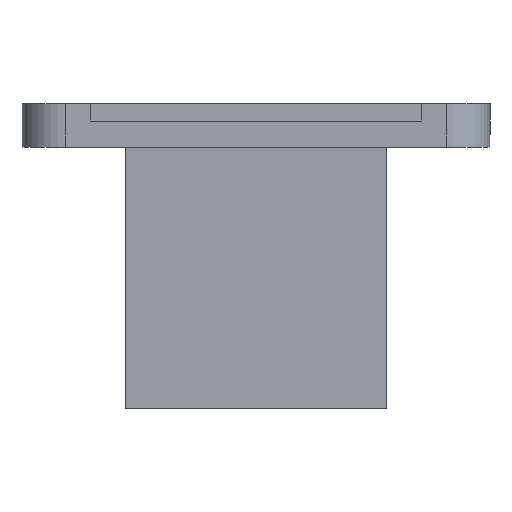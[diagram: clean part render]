
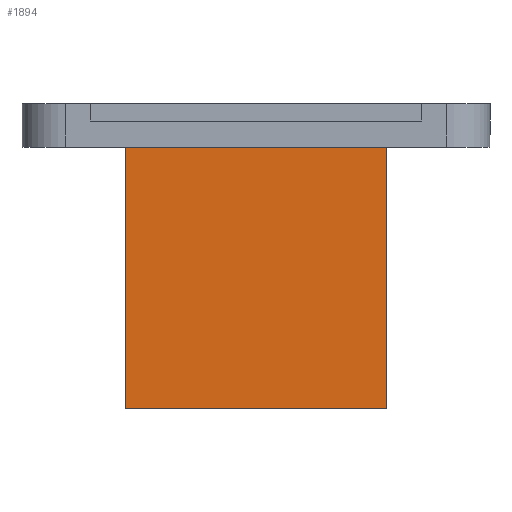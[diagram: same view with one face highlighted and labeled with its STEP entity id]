
A CAD part, front view. The second image highlights one B-rep face of the part: STEP entity #1894.
In plain terms, the highlighted planar face has unit normal (0, -1, 0).
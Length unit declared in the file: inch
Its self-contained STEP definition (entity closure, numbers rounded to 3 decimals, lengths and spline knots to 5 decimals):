
#71 = FACE_OUTER_BOUND ( 'NONE', #12197, .T. ) ;
#424 = EDGE_CURVE ( 'NONE', #9673, #1621, #12640, .T. ) ;
#966 = DIRECTION ( 'NONE',  ( 0., -1., 0. ) ) ;
#1621 = VERTEX_POINT ( 'NONE', #5337 ) ;
#1894 = ADVANCED_FACE ( 'NONE', ( #71 ), #6988, .T. ) ;
#1900 = DIRECTION ( 'NONE',  ( -1., 0., 0. ) ) ;
#2195 = ORIENTED_EDGE ( 'NONE', *, *, #8459, .F. ) ;
#2281 = AXIS2_PLACEMENT_3D ( 'NONE', #4904, #966, #9803 ) ;
#2487 = CARTESIAN_POINT ( 'NONE',  ( -0.75, -0.376, -1.75 ) ) ;
#3376 = VECTOR ( 'NONE', #7691, 39.37008 ) ;
#3394 = DIRECTION ( 'NONE',  ( 0., 0., 1. ) ) ;
#3699 = LINE ( 'NONE', #11704, #3376 ) ;
#3941 = CARTESIAN_POINT ( 'NONE',  ( 0., -0.376, -0.25 ) ) ;
#4146 = VERTEX_POINT ( 'NONE', #6070 ) ;
#4276 = ORIENTED_EDGE ( 'NONE', *, *, #424, .T. ) ;
#4904 = CARTESIAN_POINT ( 'NONE',  ( -0.75, -0.376, -1.75 ) ) ;
#5337 = CARTESIAN_POINT ( 'NONE',  ( 0.75, -0.376, -0.25 ) ) ;
#5418 = DIRECTION ( 'NONE',  ( 0., 0., 1. ) ) ;
#6019 = LINE ( 'NONE', #3941, #9912 ) ;
#6070 = CARTESIAN_POINT ( 'NONE',  ( -0.75, -0.376, -1.75 ) ) ;
#6988 = PLANE ( 'NONE',  #2281 ) ;
#7283 = LINE ( 'NONE', #2487, #12548 ) ;
#7345 = ORIENTED_EDGE ( 'NONE', *, *, #9767, .T. ) ;
#7668 = CARTESIAN_POINT ( 'NONE',  ( -0.75, -0.376, -0.25 ) ) ;
#7691 = DIRECTION ( 'NONE',  ( 1., 0., 0. ) ) ;
#7886 = ORIENTED_EDGE ( 'NONE', *, *, #10796, .T. ) ;
#8324 = CARTESIAN_POINT ( 'NONE',  ( 0.75, -0.376, -1.75 ) ) ;
#8459 = EDGE_CURVE ( 'NONE', #4146, #11108, #7283, .T. ) ;
#8606 = CARTESIAN_POINT ( 'NONE',  ( 0.75, -0.376, -1.75 ) ) ;
#9077 = VECTOR ( 'NONE', #3394, 39.37008 ) ;
#9673 = VERTEX_POINT ( 'NONE', #8606 ) ;
#9767 = EDGE_CURVE ( 'NONE', #1621, #11108, #6019, .T. ) ;
#9803 = DIRECTION ( 'NONE',  ( 0., 0., -1. ) ) ;
#9912 = VECTOR ( 'NONE', #1900, 39.37008 ) ;
#10796 = EDGE_CURVE ( 'NONE', #4146, #9673, #3699, .T. ) ;
#11108 = VERTEX_POINT ( 'NONE', #7668 ) ;
#11704 = CARTESIAN_POINT ( 'NONE',  ( -0.75, -0.376, -1.75 ) ) ;
#12197 = EDGE_LOOP ( 'NONE', ( #4276, #7345, #2195, #7886 ) ) ;
#12548 = VECTOR ( 'NONE', #5418, 39.37008 ) ;
#12640 = LINE ( 'NONE', #8324, #9077 ) ;
